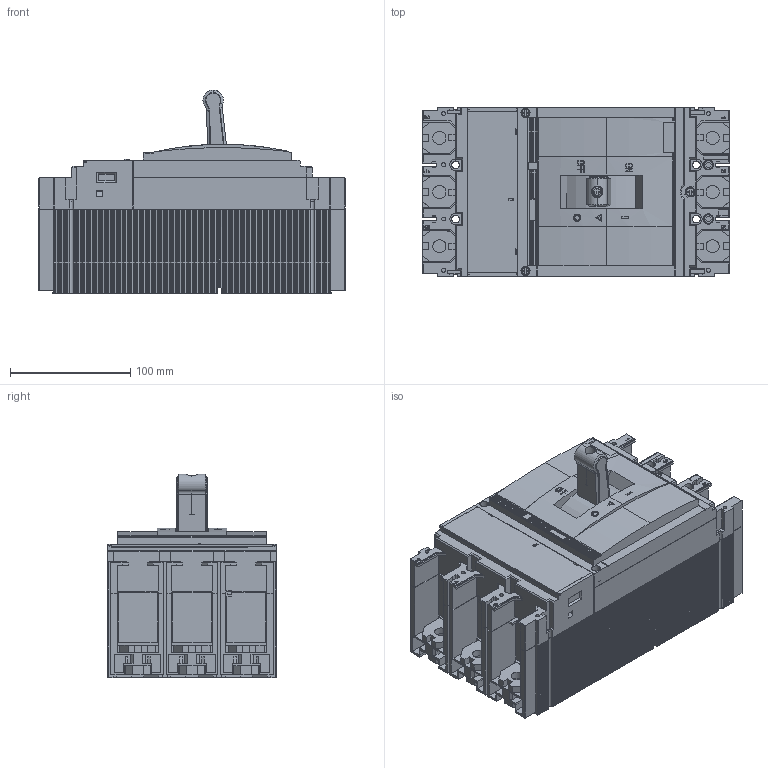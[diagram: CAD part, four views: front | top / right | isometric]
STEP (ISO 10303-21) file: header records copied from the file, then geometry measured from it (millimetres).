
FILE_DESCRIPTION (( 'STEP AP203' ), '1' );
FILE_NAME ('mccb99C-400(630)-200(225...630).ÃÌ Âûêëþ÷àòåëü àâòîìàòè÷åñêèé ÂÀ-99C 3P EKF.STEP', '2025-03-25T05:50:06', ( '' ), ( '' ), 'SwSTEP 2.0', 'SolidWorks 2021', '' );
FILE_SCHEMA (( 'CONFIG_CONTROL_DESIGN' ));
Length unit declared in the file: millimetre
Products named in the file (1): mccb99C-400(630)-200(225...630).ÃÌ Âûêëþ÷àòåëü àâòîìàòè÷åñêèé ÂÀ-99C 3P EKF
Bounding box: 255 x 140 x 169.3 mm (x, y, z)
Volume: 3381069.9 mm3; surface area: 368652.5 mm2
Topology: 49 solids, 49 shells, 2956 faces, 8029 edges, 5268 vertices
Faces by surface type: plane 2007, cylinder 728, bspline 178, cone 29, torus 14
Entity records: 101219 total; most frequent: CARTESIAN_POINT 26316, ORIENTED_EDGE 16058, DIRECTION 14760, EDGE_CURVE 8029, VECTOR 6036, LINE 6036, VERTEX_POINT 5268, AXIS2_PLACEMENT_3D 4362
